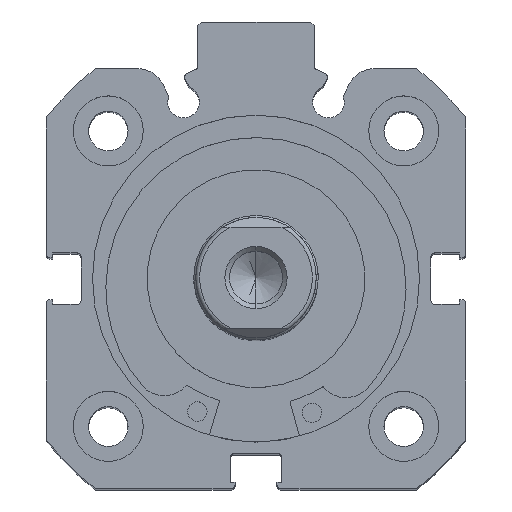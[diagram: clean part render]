
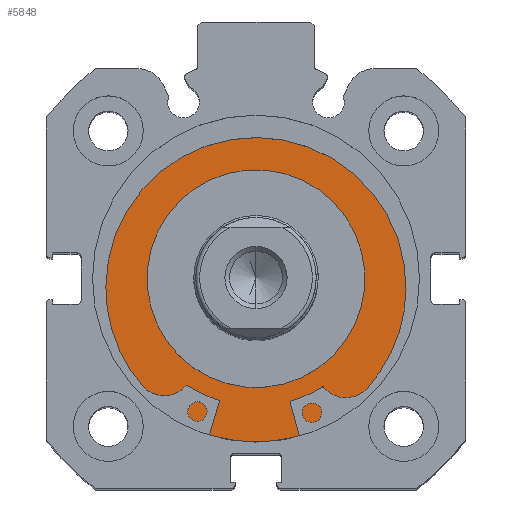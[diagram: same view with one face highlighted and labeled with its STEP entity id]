
A CAD part, top view. The second image highlights one B-rep face of the part: STEP entity #5848.
In plain terms, the highlighted face is planar.
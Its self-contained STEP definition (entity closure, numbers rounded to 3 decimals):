
#228 = FACE_BOUND ( 'NONE', #3273, .T. ) ;
#233 = FACE_OUTER_BOUND ( 'NONE', #3397, .T. ) ;
#760 = AXIS2_PLACEMENT_3D ( 'NONE', #3109, #1024, #1025 ) ;
#1024 = DIRECTION ( 'NONE',  ( 1., 0., 0. ) ) ;
#1025 = DIRECTION ( 'NONE',  ( 0., 0., -1. ) ) ;
#1981 = CARTESIAN_POINT ( 'NONE',  ( 3.5, 0., 0. ) ) ;
#1988 = DIRECTION ( 'NONE',  ( -1., 0., 0. ) ) ;
#1989 = DIRECTION ( 'NONE',  ( 0., 0., 1. ) ) ;
#2028 = CARTESIAN_POINT ( 'NONE',  ( 3.5, 0., 0. ) ) ;
#2030 = DIRECTION ( 'NONE',  ( -1., 0., 0. ) ) ;
#2031 = DIRECTION ( 'NONE',  ( 0., 0., 1. ) ) ;
#3109 = CARTESIAN_POINT ( 'NONE',  ( 3.5, 21., 0. ) ) ;
#3110 = PLANE ( 'NONE',  #760 ) ;
#3178 = ORIENTED_EDGE ( 'NONE', *, *, #5131, .F. ) ;
#3241 = ORIENTED_EDGE ( 'NONE', *, *, #5060, .T. ) ;
#3273 = EDGE_LOOP ( 'NONE', ( #3178, #3467 ) ) ;
#3397 = EDGE_LOOP ( 'NONE', ( #6161, #3241 ) ) ;
#3467 = ORIENTED_EDGE ( 'NONE', *, *, #5115, .F. ) ;
#3844 = VERTEX_POINT ( 'NONE', #4218 ) ;
#3918 = VERTEX_POINT ( 'NONE', #4292 ) ;
#3921 = VERTEX_POINT ( 'NONE', #4295 ) ;
#3997 = VERTEX_POINT ( 'NONE', #4371 ) ;
#4218 = CARTESIAN_POINT ( 'NONE',  ( 3.5, 0., 21. ) ) ;
#4292 = CARTESIAN_POINT ( 'NONE',  ( 3.5, 0., -14. ) ) ;
#4295 = CARTESIAN_POINT ( 'NONE',  ( 3.5, 0., -21. ) ) ;
#4371 = CARTESIAN_POINT ( 'NONE',  ( 3.5, 0., 14. ) ) ;
#4625 = CARTESIAN_POINT ( 'NONE',  ( 3.5, 0., 0. ) ) ;
#4626 = DIRECTION ( 'NONE',  ( -1., 0., 0. ) ) ;
#4627 = DIRECTION ( 'NONE',  ( 0., 0., 1. ) ) ;
#4827 = CARTESIAN_POINT ( 'NONE',  ( 3.5, 0., 0. ) ) ;
#4829 = DIRECTION ( 'NONE',  ( -1., 0., 0. ) ) ;
#4830 = DIRECTION ( 'NONE',  ( 0., 0., 1. ) ) ;
#4987 = EDGE_CURVE ( 'NONE', #3844, #3921, #6971, .T. ) ;
#5060 = EDGE_CURVE ( 'NONE', #3921, #3844, #7077, .T. ) ;
#5115 = EDGE_CURVE ( 'NONE', #3918, #3997, #7155, .T. ) ;
#5131 = EDGE_CURVE ( 'NONE', #3997, #3918, #7179, .T. ) ;
#5512 = AXIS2_PLACEMENT_3D ( 'NONE', #4625, #4626, #4627 ) ;
#5548 = AXIS2_PLACEMENT_3D ( 'NONE', #4827, #4829, #4830 ) ;
#5583 = AXIS2_PLACEMENT_3D ( 'NONE', #1981, #1988, #1989 ) ;
#5590 = AXIS2_PLACEMENT_3D ( 'NONE', #2028, #2030, #2031 ) ;
#5848 = ADVANCED_FACE ( 'NONE', ( #228, #233 ), #3110, .F. ) ;
#6161 = ORIENTED_EDGE ( 'NONE', *, *, #4987, .T. ) ;
#6971 = CIRCLE ( 'NONE', #5512, 21. ) ;
#7077 = CIRCLE ( 'NONE', #5548, 21. ) ;
#7155 = CIRCLE ( 'NONE', #5583, 14. ) ;
#7179 = CIRCLE ( 'NONE', #5590, 14. ) ;
